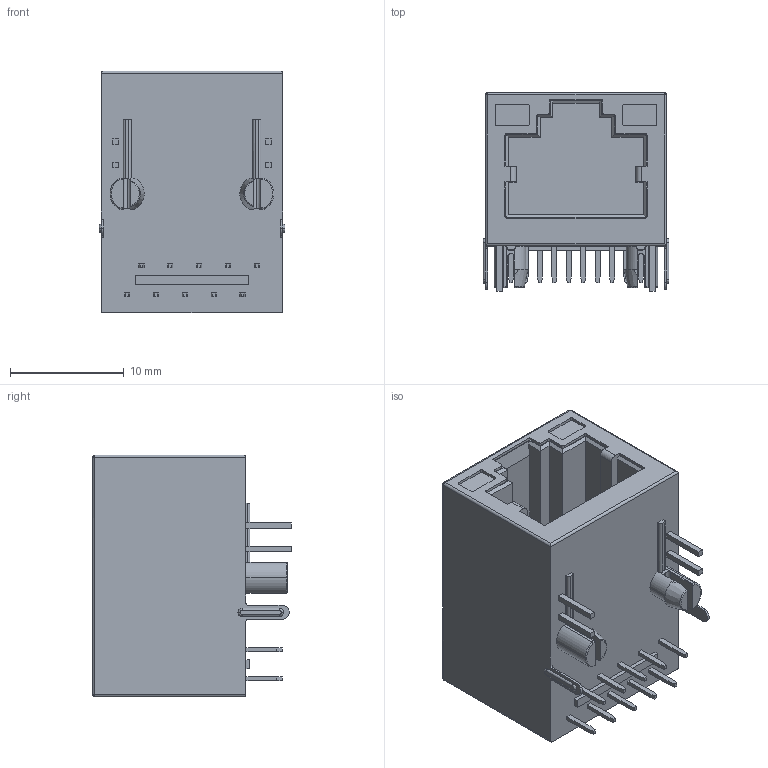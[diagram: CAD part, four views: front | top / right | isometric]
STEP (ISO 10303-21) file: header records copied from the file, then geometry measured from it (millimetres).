
FILE_DESCRIPTION (( 'STEP AP214' ), '1' );
FILE_NAME ('TMJG16459BDNL.STEP', '2022-11-04T10:22:00', ( '' ), ( '' ), 'SwSTEP 2.0', 'SolidWorks 2022', '' );
FILE_SCHEMA (( 'AUTOMOTIVE_DESIGN' ));
Length unit declared in the file: millimetre
Products named in the file (1): TMJG16459BDNL
Bounding box: 16.35 x 17.5 x 21.3 mm (x, y, z)
Volume: 3729.1 mm3; surface area: 2315.1 mm2
Topology: 1 solids, 1 shells, 675 faces, 1790 edges, 1180 vertices
Faces by surface type: plane 436, bspline 154, cylinder 67, sphere 8, torus 8, cone 2
Entity records: 28048 total; most frequent: CARTESIAN_POINT 12210, ORIENTED_EDGE 3580, DIRECTION 2658, EDGE_CURVE 1790, VECTOR 1310, LINE 1310, VERTEX_POINT 1180, EDGE_LOOP 738
